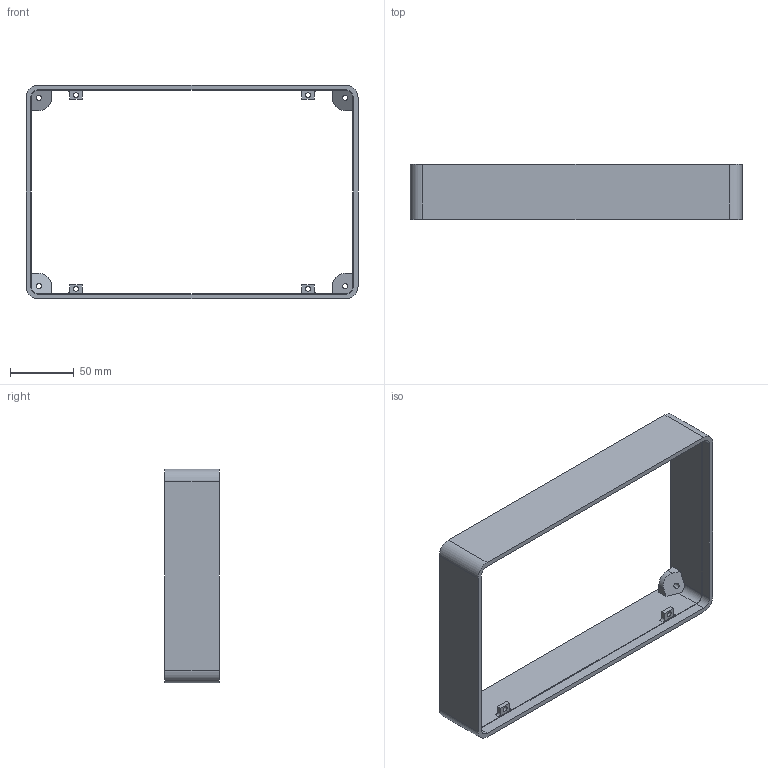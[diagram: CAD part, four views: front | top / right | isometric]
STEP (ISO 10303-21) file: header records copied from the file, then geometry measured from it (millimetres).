
FILE_DESCRIPTION(/* description */ (''),/* implementation_level */ '2;1');
FILE_NAME(/* name */ 'Body.step',/* time_stamp */ '2025-07-11T16:29:58-04:00',/* author */ (''),/* organization */ (''),/* preprocessor_version */ 'ST-DEVELOPER v20.1',/* originating_system */ 'Autodesk Translation Framework v14.10.0.0',/* authorisation */ '');
FILE_SCHEMA (('AUTOMOTIVE_DESIGN { 1 0 10303 214 3 1 1 }'));
Length unit declared in the file: millimetre
Products named in the file (1): Body
Bounding box: 260 x 43 x 167.5 mm (x, y, z)
Volume: 148237.2 mm3; surface area: 79978.3 mm2
Topology: 1 solids, 1 shells, 94 faces, 248 edges, 160 vertices
Faces by surface type: plane 50, cylinder 40, torus 4
Full cylindrical faces by diameter (mm): 4 x8
Entity records: 2973 total; most frequent: DIRECTION 518, CARTESIAN_POINT 503, ORIENTED_EDGE 496, EDGE_CURVE 248, AXIS2_PLACEMENT_3D 175, LINE 168, VECTOR 168, VERTEX_POINT 160
